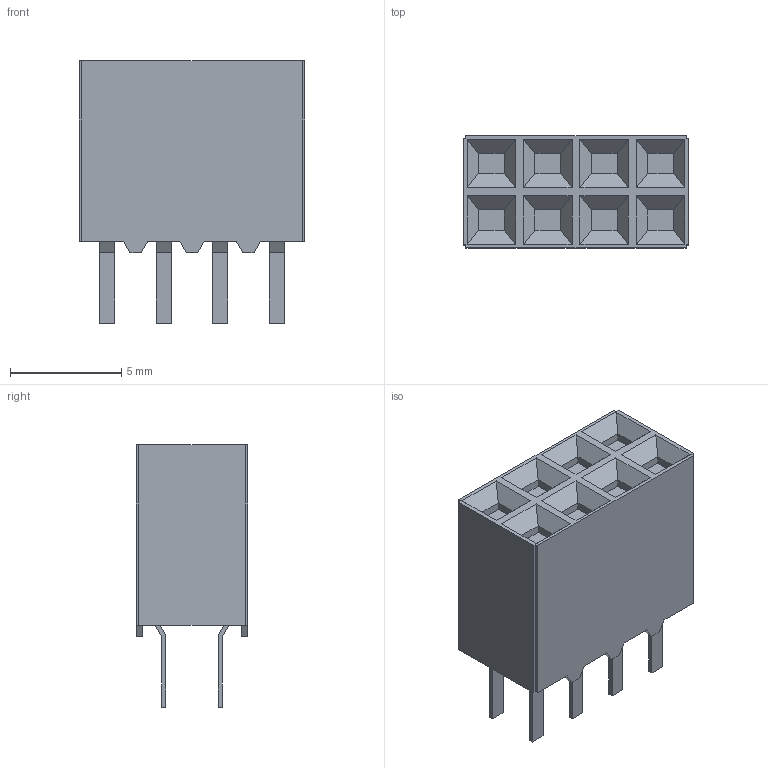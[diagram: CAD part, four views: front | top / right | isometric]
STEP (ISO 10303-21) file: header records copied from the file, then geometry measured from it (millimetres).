
FILE_DESCRIPTION((''),'2;1');
FILE_NAME('C-146762-1','2010-03-10T',('workeradm'),('Tyco Electronics Ltd.'),'PRO/ENGINEER BY PARAMETRIC TECHNOLOGY CORPORATION, 2009300','PRO/ENGINEER BY PARAMETRIC TECHNOLOGY CORPORATION, 2009300','');
FILE_SCHEMA(('AUTOMOTIVE_DESIGN { 1 0 10303 214 1 1 1 1 }'));
Length unit declared in the file: millimetre
Products named in the file (1): C-146762-1
Bounding box: 10.16 x 5.03 x 11.81 mm (x, y, z)
Volume: 378.5 mm3; surface area: 496.9 mm2
Topology: 1 solids, 1 shells, 325 faces, 842 edges, 532 vertices
Faces by surface type: plane 299, cylinder 26
Entity records: 9909 total; most frequent: CARTESIAN_POINT 1701, ORIENTED_EDGE 1684, DIRECTION 1544, EDGE_CURVE 842, VECTOR 790, LINE 790, VERTEX_POINT 532, AXIS2_PLACEMENT_3D 377
